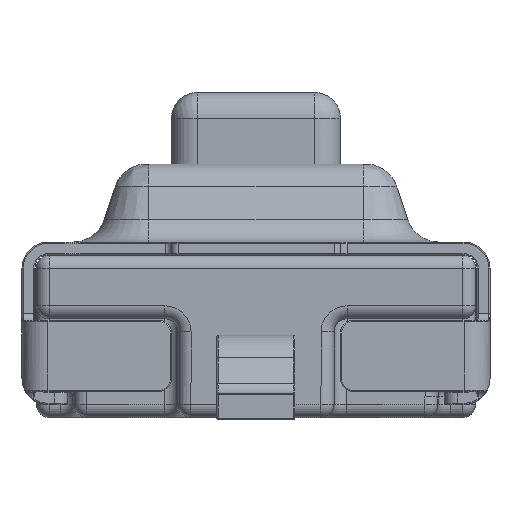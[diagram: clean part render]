
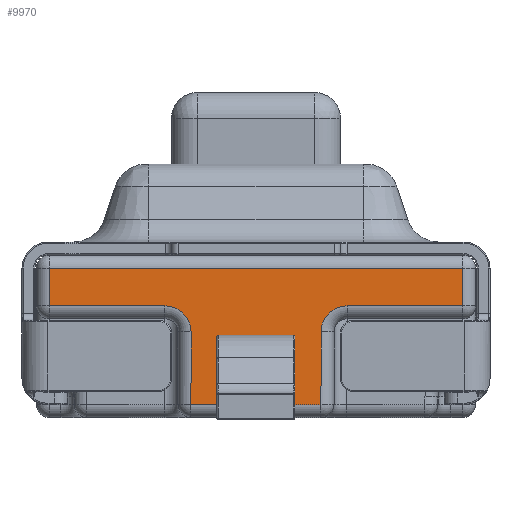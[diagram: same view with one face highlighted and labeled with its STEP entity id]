
A CAD part, left-side view. The second image highlights one B-rep face of the part: STEP entity #9970.
In plain terms, the highlighted planar face has unit normal (-1, 0, 0).
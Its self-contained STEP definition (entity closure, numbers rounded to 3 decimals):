
#66=FACE_BOUND('',#1541,.T.);
#387=PLANE('',#11234);
#920=FACE_OUTER_BOUND('',#1540,.T.);
#1540=EDGE_LOOP('',(#8067,#8068,#8069,#8070,#8071,#8072,#8073,#8074,#8075,
#8076));
#1541=EDGE_LOOP('',(#8077,#8078,#8079,#8080,#8081,#8082,#8083,#8084));
#2027=LINE('',#17364,#2627);
#2089=LINE('',#17637,#2689);
#2093=LINE('',#17659,#2693);
#2101=LINE('',#17675,#2701);
#2120=LINE('',#17792,#2720);
#2144=LINE('',#17896,#2744);
#2145=LINE('',#17900,#2745);
#2146=LINE('',#17904,#2746);
#2147=LINE('',#17906,#2747);
#2148=LINE('',#17908,#2748);
#2149=LINE('',#17910,#2749);
#2150=LINE('',#17912,#2750);
#2627=VECTOR('',#13575,10.);
#2689=VECTOR('',#13901,10.);
#2693=VECTOR('',#13931,10.);
#2701=VECTOR('',#13955,10.);
#2720=VECTOR('',#14092,10.);
#2744=VECTOR('',#14216,10.);
#2745=VECTOR('',#14221,10.);
#2746=VECTOR('',#14224,10.);
#2747=VECTOR('',#14225,10.);
#2748=VECTOR('',#14226,10.);
#2749=VECTOR('',#14227,10.);
#2750=VECTOR('',#14228,10.);
#3397=CIRCLE('',#11068,0.01);
#3403=CIRCLE('',#11078,0.01);
#3409=CIRCLE('',#11088,0.01);
#3425=CIRCLE('',#11114,0.01);
#3492=CIRCLE('',#11235,0.2);
#3493=CIRCLE('',#11236,0.2);
#4117=VERTEX_POINT('',#17361);
#4118=VERTEX_POINT('',#17363);
#4177=VERTEX_POINT('',#17569);
#4181=VERTEX_POINT('',#17585);
#4186=VERTEX_POINT('',#17602);
#4187=VERTEX_POINT('',#17604);
#4197=VERTEX_POINT('',#17635);
#4202=VERTEX_POINT('',#17655);
#4240=VERTEX_POINT('',#17789);
#4241=VERTEX_POINT('',#17791);
#4271=VERTEX_POINT('',#17895);
#4272=VERTEX_POINT('',#17899);
#4273=VERTEX_POINT('',#17901);
#4274=VERTEX_POINT('',#17903);
#4275=VERTEX_POINT('',#17905);
#4276=VERTEX_POINT('',#17907);
#4277=VERTEX_POINT('',#17909);
#4278=VERTEX_POINT('',#17911);
#5294=EDGE_CURVE('',#4118,#4117,#2027,.T.);
#5397=EDGE_CURVE('',#4177,#4117,#3397,.F.);
#5404=EDGE_CURVE('',#4118,#4181,#3403,.F.);
#5413=EDGE_CURVE('',#4186,#4187,#3409,.F.);
#5430=EDGE_CURVE('',#4186,#4197,#2089,.T.);
#5439=EDGE_CURVE('',#4202,#4197,#3425,.F.);
#5441=EDGE_CURVE('',#4202,#4181,#2093,.T.);
#5449=EDGE_CURVE('',#4177,#4187,#2101,.T.);
#5506=EDGE_CURVE('',#4240,#4241,#2120,.T.);
#5559=EDGE_CURVE('',#4241,#4271,#2144,.T.);
#5561=EDGE_CURVE('',#4272,#4240,#2145,.T.);
#5562=EDGE_CURVE('',#4273,#4272,#3492,.T.);
#5563=EDGE_CURVE('',#4274,#4273,#2146,.T.);
#5564=EDGE_CURVE('',#4275,#4274,#2147,.T.);
#5565=EDGE_CURVE('',#4276,#4275,#2148,.T.);
#5566=EDGE_CURVE('',#4277,#4276,#2149,.T.);
#5567=EDGE_CURVE('',#4278,#4277,#2150,.T.);
#5568=EDGE_CURVE('',#4271,#4278,#3493,.T.);
#8067=ORIENTED_EDGE('',*,*,#5506,.F.);
#8068=ORIENTED_EDGE('',*,*,#5561,.F.);
#8069=ORIENTED_EDGE('',*,*,#5562,.F.);
#8070=ORIENTED_EDGE('',*,*,#5563,.F.);
#8071=ORIENTED_EDGE('',*,*,#5564,.F.);
#8072=ORIENTED_EDGE('',*,*,#5565,.F.);
#8073=ORIENTED_EDGE('',*,*,#5566,.F.);
#8074=ORIENTED_EDGE('',*,*,#5567,.F.);
#8075=ORIENTED_EDGE('',*,*,#5568,.F.);
#8076=ORIENTED_EDGE('',*,*,#5559,.F.);
#8077=ORIENTED_EDGE('',*,*,#5441,.T.);
#8078=ORIENTED_EDGE('',*,*,#5404,.F.);
#8079=ORIENTED_EDGE('',*,*,#5294,.T.);
#8080=ORIENTED_EDGE('',*,*,#5397,.F.);
#8081=ORIENTED_EDGE('',*,*,#5449,.T.);
#8082=ORIENTED_EDGE('',*,*,#5413,.F.);
#8083=ORIENTED_EDGE('',*,*,#5430,.T.);
#8084=ORIENTED_EDGE('',*,*,#5439,.F.);
#9970=ADVANCED_FACE('',(#920,#66),#387,.T.);
#11068=AXIS2_PLACEMENT_3D('',#17571,#13820,#13821);
#11078=AXIS2_PLACEMENT_3D('',#17586,#13841,#13842);
#11088=AXIS2_PLACEMENT_3D('',#17605,#13864,#13865);
#11114=AXIS2_PLACEMENT_3D('',#17656,#13926,#13927);
#11234=AXIS2_PLACEMENT_3D('',#17898,#14219,#14220);
#11235=AXIS2_PLACEMENT_3D('',#17902,#14222,#14223);
#11236=AXIS2_PLACEMENT_3D('',#17913,#14229,#14230);
#13575=DIRECTION('',(0.,0.,-1.));
#13820=DIRECTION('center_axis',(1.,0.,0.));
#13821=DIRECTION('ref_axis',(0.,-0.707,-0.707));
#13841=DIRECTION('center_axis',(1.,0.,0.));
#13842=DIRECTION('ref_axis',(0.,-0.707,0.707));
#13864=DIRECTION('center_axis',(1.,0.,0.));
#13865=DIRECTION('ref_axis',(0.,0.707,-0.707));
#13901=DIRECTION('',(0.,0.,1.));
#13926=DIRECTION('center_axis',(1.,0.,0.));
#13927=DIRECTION('ref_axis',(0.,0.707,0.707));
#13931=DIRECTION('',(0.,-1.,0.));
#13955=DIRECTION('',(0.,1.,0.));
#14092=DIRECTION('',(0.,1.,0.));
#14216=DIRECTION('',(0.,0.,1.));
#14219=DIRECTION('center_axis',(-1.,0.,0.));
#14220=DIRECTION('ref_axis',(0.,1.,0.));
#14221=DIRECTION('',(0.,0.,-1.));
#14222=DIRECTION('center_axis',(-1.,0.,0.));
#14223=DIRECTION('ref_axis',(0.,0.707,0.707));
#14224=DIRECTION('',(0.,1.,0.));
#14225=DIRECTION('',(0.,0.,-1.));
#14226=DIRECTION('',(0.,-1.,0.));
#14227=DIRECTION('',(0.,0.,1.));
#14228=DIRECTION('',(0.,1.,0.));
#14229=DIRECTION('center_axis',(-1.,0.,0.));
#14230=DIRECTION('ref_axis',(0.,-0.707,0.707));
#17361=CARTESIAN_POINT('',(-3.05,-0.3,0.444));
#17363=CARTESIAN_POINT('',(-3.05,-0.3,0.624));
#17364=CARTESIAN_POINT('',(-3.05,-0.3,0.842));
#17569=CARTESIAN_POINT('',(-3.05,-0.29,0.434));
#17571=CARTESIAN_POINT('Origin',(-3.05,-0.29,0.444));
#17585=CARTESIAN_POINT('',(-3.05,-0.29,0.634));
#17586=CARTESIAN_POINT('Origin',(-3.05,-0.29,0.624));
#17602=CARTESIAN_POINT('',(-3.05,0.3,0.444));
#17604=CARTESIAN_POINT('',(-3.05,0.29,0.434));
#17605=CARTESIAN_POINT('Origin',(-3.05,0.29,0.444));
#17635=CARTESIAN_POINT('',(-3.05,0.3,0.624));
#17637=CARTESIAN_POINT('',(-3.05,0.3,0.942));
#17655=CARTESIAN_POINT('',(-3.05,0.29,0.634));
#17656=CARTESIAN_POINT('Origin',(-3.05,0.29,0.624));
#17659=CARTESIAN_POINT('',(-3.05,-0.995,0.634));
#17675=CARTESIAN_POINT('',(-3.05,-0.695,0.434));
#17789=CARTESIAN_POINT('',(-3.05,-0.5,0.1));
#17791=CARTESIAN_POINT('',(-3.05,0.5,0.1));
#17792=CARTESIAN_POINT('',(-3.05,-0.845,0.1));
#17895=CARTESIAN_POINT('',(-3.05,0.5,0.659));
#17896=CARTESIAN_POINT('',(-3.05,0.5,1.004));
#17898=CARTESIAN_POINT('Origin',(-3.05,-1.69,1.249));
#17899=CARTESIAN_POINT('',(-3.05,-0.5,0.659));
#17900=CARTESIAN_POINT('',(-3.05,-0.5,1.004));
#17901=CARTESIAN_POINT('',(-3.05,-0.7,0.859));
#17902=CARTESIAN_POINT('Origin',(-3.05,-0.7,0.659));
#17903=CARTESIAN_POINT('',(-3.05,-1.59,0.859));
#17904=CARTESIAN_POINT('',(-3.05,-0.845,0.859));
#17905=CARTESIAN_POINT('',(-3.05,-1.59,1.149));
#17906=CARTESIAN_POINT('',(-3.05,-1.59,1.249));
#17907=CARTESIAN_POINT('',(-3.05,1.59,1.149));
#17908=CARTESIAN_POINT('',(-3.05,-0.845,1.149));
#17909=CARTESIAN_POINT('',(-3.05,1.59,0.859));
#17910=CARTESIAN_POINT('',(-3.05,1.59,1.249));
#17911=CARTESIAN_POINT('',(-3.05,0.7,0.859));
#17912=CARTESIAN_POINT('',(-3.05,-0.845,0.859));
#17913=CARTESIAN_POINT('Origin',(-3.05,0.7,0.659));
